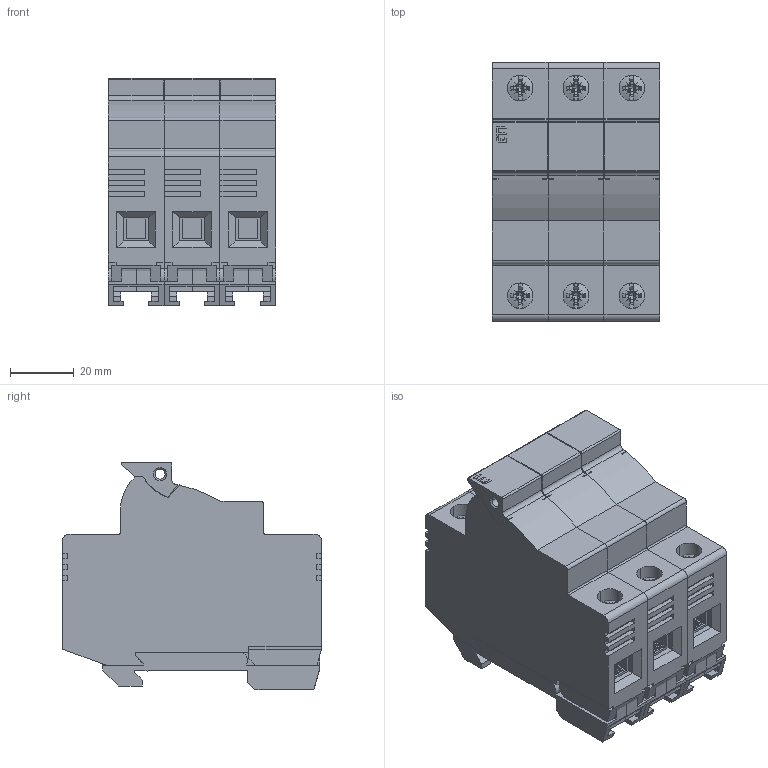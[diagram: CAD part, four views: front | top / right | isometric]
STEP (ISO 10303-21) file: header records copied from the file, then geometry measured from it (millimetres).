
FILE_DESCRIPTION((''),'2;1');
FILE_NAME('ASM0015_ASM','2021-01-18T',('marketing.praksa'),('Audax d.o.o.'),'CREO PARAMETRIC BY PTC INC, 2017480','CREO PARAMETRIC BY PTC INC, 2017480','');
FILE_SCHEMA(('AUTOMOTIVE_DESIGN { 1 0 10303 214 1 1 1 1 }'));
Products named in the file (43): EFD10_1P_2_1_1_2_1; SCREW_1_1_1_1; PRT0006_1_1_1_1; CONTACT_1_1_1_1; CONTACT2_1_1_1_1; LOGO_1_1_2_1_1; LOGO_1_1_2_2_1; LOGO_1_1_2_3_1; LOGO_1_1_2_ASM_1_ASM; 0000039652_1_1_1_1_1_1_1; 0000039655_1_1_1_1_1_1_1; 0000068094_ASM_1_ASM_1_1_ASM__4_ASM; ADAPTER_ASM_1_1_ASM_1_1_ASM_1_ASM; ASM0007_ASM_1_1_ASM_1_ASM; EFD10_1P_2_1_1_1_1; SCREW_1_1_1_1_1; PRT0006_1_1_1_1_1; CONTACT_1_1_1_1_1; CONTACT2_1_1_1_1_1; LOGO_1_ASM_1_1; 0000039652_1_1_1_1_1_1_1_1; 0000039655_1_1_1_1_1_1_1_1; 0000068094_ASM_1_ASM_1_1_ASM__5_ASM; ADAPTER_ASM_1_1_ASM_1_ASM_1_ASM_ASM; ASM0007_ASM_1_ASM_1_ASM_1_ASM; EFD_8_1P_ASM_1_ASM_1_ASM_1_ASM; ASM0008_ASM_1_ASM_1_ASM; EFD_8_1P_ASM_1_1_ASM_1_ASM; EFD_8_2P_AD_ASM_1_ASM; EFD10_1P_2_1_1_2_3_4_1_1; SCREW_1_1_2_3_1_1; PRT0006_1_1_2_3_1_1; CONTACT_1_1_2_3_1_1; CONTACT2_1_1_2_3_1_1; 0000039652_1_1_1_1_1_2_1_1; 0000039655_1_1_1_1_1_2_1_1; 0000068094_ASM_1_ASM_1_1_ASM__6_ASM; ADAPTER_ASM_1_1_ASM_1_1_2_ASM_2_ASM; ASM0007_ASM_1_1_2_ASM_1_1_ASM; EFD_8_1P_ASM_1_1_2_3_ASM_1_1_ASM ...
Assembly tree (42 placements, depth 9):
  ASM0015_ASM
    EFD_8_2P_AD_ASM_1_ASM
      EFD_8_1P_ASM_1_1_ASM_1_ASM
        EFD10_1P_2_1_1_2_1
        SCREW_1_1_1_1
        PRT0006_1_1_1_1
        CONTACT_1_1_1_1
        CONTACT2_1_1_1_1
        LOGO_1_1_2_ASM_1_ASM
          LOGO_1_1_2_1_1
          LOGO_1_1_2_2_1
          LOGO_1_1_2_3_1
        ASM0007_ASM_1_1_ASM_1_ASM
          ADAPTER_ASM_1_1_ASM_1_1_ASM_1_ASM
            0000068094_ASM_1_ASM_1_1_ASM__4_ASM
              0000039652_1_1_1_1_1_1_1
              0000039655_1_1_1_1_1_1_1
        ASM0008_ASM_1_ASM_1_ASM
          EFD_8_1P_ASM_1_ASM_1_ASM_1_ASM
            EFD10_1P_2_1_1_1_1
            SCREW_1_1_1_1_1
            PRT0006_1_1_1_1_1
            CONTACT_1_1_1_1_1
            CONTACT2_1_1_1_1_1
            LOGO_1_ASM_1_1
            ASM0007_ASM_1_ASM_1_ASM_1_ASM
              ADAPTER_ASM_1_1_ASM_1_ASM_1_ASM_ASM
                0000068094_ASM_1_ASM_1_1_ASM__5_ASM
                  0000039652_1_1_1_1_1_1_1_1
                  0000039655_1_1_1_1_1_1_1_1
    ASM0016_ASM
      EFD_8_1P_AD_ASM_1_1_ASM
        EFD_8_1P_ASM_1_1_2_3_ASM_1_1_ASM
          EFD10_1P_2_1_1_2_3_4_1_1
          SCREW_1_1_2_3_1_1
          PRT0006_1_1_2_3_1_1
          CONTACT_1_1_2_3_1_1
          CONTACT2_1_1_2_3_1_1
          ASM0007_ASM_1_1_2_ASM_1_1_ASM
            ADAPTER_ASM_1_1_ASM_1_1_2_ASM_2_ASM
              0000068094_ASM_1_ASM_1_1_ASM__6_ASM
                0000039652_1_1_1_1_1_2_1_1
                0000039655_1_1_1_1_1_2_1_1
Bounding box: 52.5 x 81 x 71.25 mm (x, y, z)
Volume: 205400.8 mm3; surface area: 65998.3 mm2
Topology: 24 solids, 24 shells, 1647 faces, 4614 edges, 3099 vertices
Faces by surface type: plane 1353, cylinder 210, cone 60, sphere 12, torus 6, bspline 6
Entity records: 70790 total; most frequent: CARTESIAN_POINT 11301, ORIENTED_EDGE 9204, DIRECTION 8617, PRESENTATION_STYLE_ASSIGNMENT 4680, STYLED_ITEM 4626, CURVE_STYLE 4602, EDGE_CURVE 4602, VECTOR 3561
